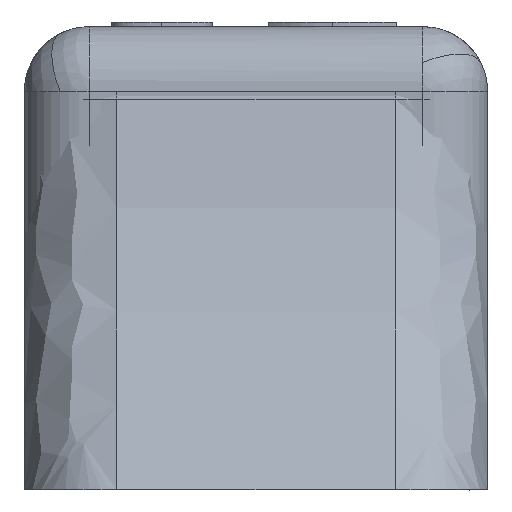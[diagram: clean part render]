
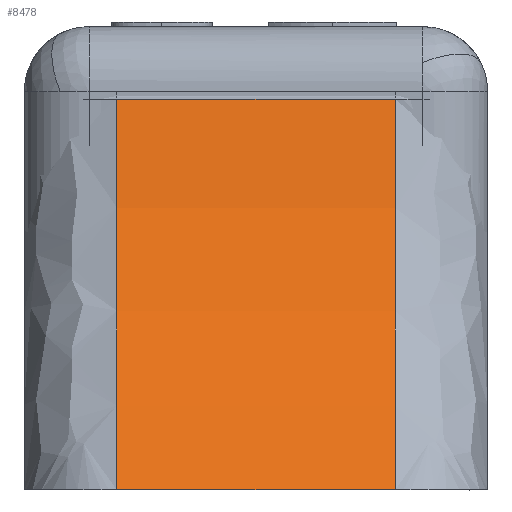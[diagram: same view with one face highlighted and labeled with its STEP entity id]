
A CAD part, left-side view. The second image highlights one B-rep face of the part: STEP entity #8478.
In plain terms, the highlighted cylindrical face has radius 0.796 mm (diameter 1.592 mm), a partial arc.
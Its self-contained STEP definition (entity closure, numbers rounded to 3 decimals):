
#78 = ORIENTED_EDGE ( 'NONE', *, *, #1156, .F. ) ;
#298 = ORIENTED_EDGE ( 'NONE', *, *, #4646, .F. ) ;
#958 = FACE_OUTER_BOUND ( 'NONE', #10854, .T. ) ;
#1156 = EDGE_CURVE ( 'NONE', #5078, #6515, #10940, .T. ) ;
#1183 = ORIENTED_EDGE ( 'NONE', *, *, #8291, .F. ) ;
#1226 = CARTESIAN_POINT ( 'NONE',  ( -0.502, 0.774, 0.422 ) ) ;
#1391 = DIRECTION ( 'NONE',  ( 0., 1., 0. ) ) ;
#1814 = CARTESIAN_POINT ( 'NONE',  ( -0.73, 0.15, 0. ) ) ;
#2201 = CARTESIAN_POINT ( 'NONE',  ( -1.283, 0.15, 0.572 ) ) ;
#2202 = CIRCLE ( 'NONE', #9309, 0.796 ) ;
#2414 = CARTESIAN_POINT ( 'NONE',  ( -1.283, -0.15, 0.572 ) ) ;
#2559 = CARTESIAN_POINT ( 'NONE',  ( -0.73, -0.15, 0. ) ) ;
#2717 = DIRECTION ( 'NONE',  ( 0., -1., 0. ) ) ;
#3692 = DIRECTION ( 'NONE',  ( 0., -1., 0. ) ) ;
#3734 = CARTESIAN_POINT ( 'NONE',  ( -0.502, 0.15, 0.422 ) ) ;
#4001 = DIRECTION ( 'NONE',  ( 0., -1., 0. ) ) ;
#4406 = EDGE_CURVE ( 'NONE', #9618, #5078, #2202, .T. ) ;
#4646 = EDGE_CURVE ( 'NONE', #10181, #9618, #9185, .T. ) ;
#4685 = CARTESIAN_POINT ( 'NONE',  ( -0.502, -0.15, 0.422 ) ) ;
#5078 = VERTEX_POINT ( 'NONE', #2559 ) ;
#5520 = ORIENTED_EDGE ( 'NONE', *, *, #4406, .F. ) ;
#6312 = DIRECTION ( 'NONE',  ( -1., 0., 0. ) ) ;
#6515 = VERTEX_POINT ( 'NONE', #1814 ) ;
#6543 = CIRCLE ( 'NONE', #10530, 0.796 ) ;
#6743 = DIRECTION ( 'NONE',  ( 0., 1., 0. ) ) ;
#7729 = VECTOR ( 'NONE', #1391, 1000. ) ;
#7974 = CYLINDRICAL_SURFACE ( 'NONE', #10909, 0.796 ) ;
#8291 = EDGE_CURVE ( 'NONE', #6515, #10181, #6543, .T. ) ;
#8478 = ADVANCED_FACE ( 'NONE', ( #958 ), #7974, .F. ) ;
#8814 = DIRECTION ( 'NONE',  ( 0., 0., -1. ) ) ;
#9185 = LINE ( 'NONE', #1226, #10960 ) ;
#9231 = CARTESIAN_POINT ( 'NONE',  ( -0.73, 0.774, 0. ) ) ;
#9254 = DIRECTION ( 'NONE',  ( 0., 0., 1. ) ) ;
#9309 = AXIS2_PLACEMENT_3D ( 'NONE', #2414, #6743, #9254 ) ;
#9618 = VERTEX_POINT ( 'NONE', #4685 ) ;
#10181 = VERTEX_POINT ( 'NONE', #3734 ) ;
#10530 = AXIS2_PLACEMENT_3D ( 'NONE', #2201, #3692, #6312 ) ;
#10854 = EDGE_LOOP ( 'NONE', ( #298, #1183, #78, #5520 ) ) ;
#10909 = AXIS2_PLACEMENT_3D ( 'NONE', #11269, #2717, #8814 ) ;
#10940 = LINE ( 'NONE', #9231, #7729 ) ;
#10960 = VECTOR ( 'NONE', #4001, 1000. ) ;
#11269 = CARTESIAN_POINT ( 'NONE',  ( -1.283, 0.774, 0.572 ) ) ;
